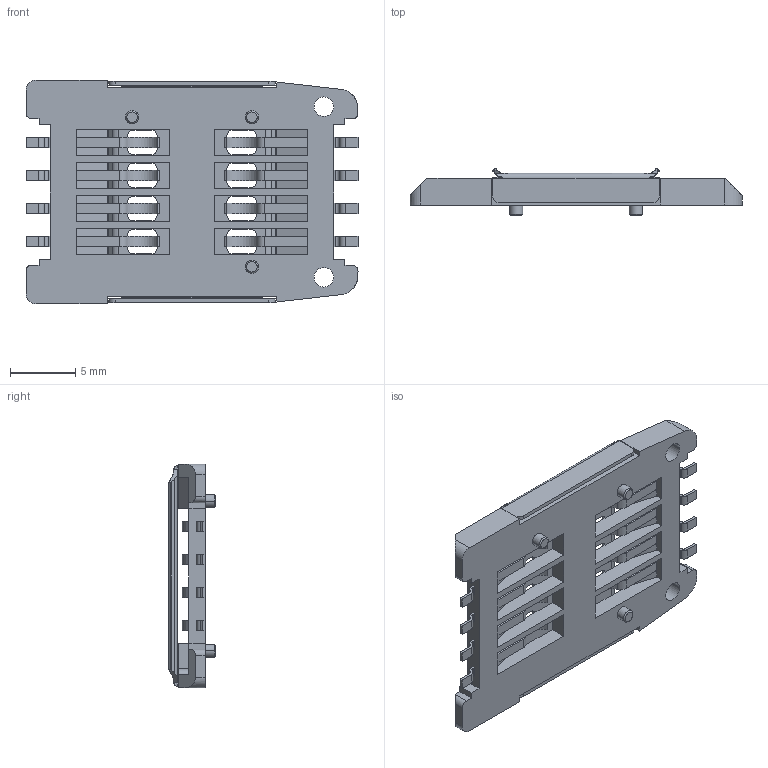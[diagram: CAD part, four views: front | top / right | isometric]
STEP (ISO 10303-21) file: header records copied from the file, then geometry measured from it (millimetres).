
FILE_DESCRIPTION(('STEP AP203'),'1');
FILE_NAME('socket_a-sim-08-05-c-003.stp','2016-01-18T10:43:29',('TraceParts'),('TraceParts S.A.'),'Spatial InterOp 3D',' ',' ');
FILE_SCHEMA(('CONFIG_CONTROL_DESIGN'));
Length unit declared in the file: millimetre
Products named in the file (2): 1; 2
Bounding box: 25.5 x 3.63 x 17.2 mm (x, y, z)
Volume: 449.8 mm3; surface area: 1607.1 mm2
Topology: 2 solids, 2 shells, 418 faces, 1189 edges, 786 vertices
Faces by surface type: plane 258, cylinder 154, cone 6
Entity records: 13989 total; most frequent: CARTESIAN_POINT 2701, ORIENTED_EDGE 2378, DIRECTION 2307, EDGE_CURVE 1189, LINE 855, VECTOR 855, VERTEX_POINT 786, AXIS2_PLACEMENT_3D 726
